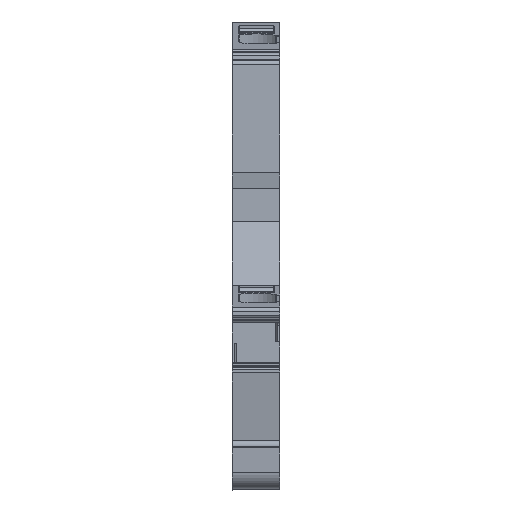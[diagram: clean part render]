
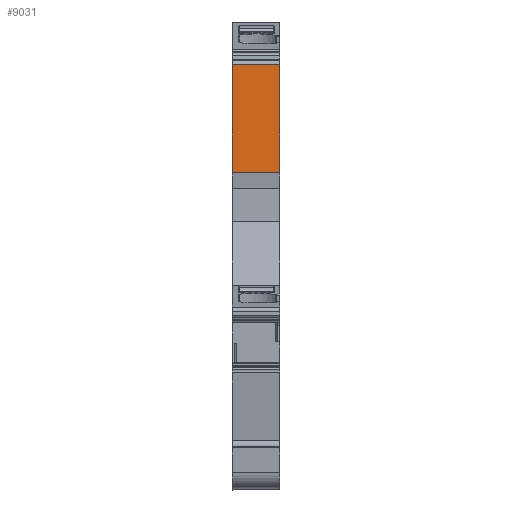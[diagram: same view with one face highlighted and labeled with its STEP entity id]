
A CAD part, front view. The second image highlights one B-rep face of the part: STEP entity #9031.
In plain terms, the highlighted planar face has unit normal (0, -1, 0).
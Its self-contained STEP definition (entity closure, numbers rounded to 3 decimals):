
#9004=AXIS2_PLACEMENT_3D('Plane Axis2P3D',#9001,#9002,#9003) ;
#1112=CARTESIAN_POINT('Vertex',(5.1,11.876,45.618)) ;
#1115=CARTESIAN_POINT('Line Origine',(5.1,11.876,39.862)) ;
#1119=CARTESIAN_POINT('Vertex',(5.1,11.876,34.105)) ;
#6389=CARTESIAN_POINT('Vertex',(0.,11.876,34.105)) ;
#6393=CARTESIAN_POINT('Control Point',(0.,11.876,45.618)) ;
#6394=CARTESIAN_POINT('Control Point',(0.,11.876,43.316)) ;
#6395=CARTESIAN_POINT('Control Point',(0.,11.876,41.013)) ;
#6396=CARTESIAN_POINT('Control Point',(0.,11.876,38.71)) ;
#6397=CARTESIAN_POINT('Control Point',(0.,11.876,36.408)) ;
#6398=CARTESIAN_POINT('Control Point',(0.,11.876,34.105)) ;
#6399=CARTESIAN_POINT('Vertex',(0.,11.876,45.618)) ;
#8982=CARTESIAN_POINT('Line Origine',(2.55,11.876,45.618)) ;
#8986=CARTESIAN_POINT('Vertex',(0.05,11.876,45.618)) ;
#9001=CARTESIAN_POINT('Axis2P3D Location',(0.,11.876,34.105)) ;
#9006=CARTESIAN_POINT('Line Origine',(2.575,11.876,34.105)) ;
#9010=CARTESIAN_POINT('Vertex',(0.05,11.876,34.105)) ;
#9013=CARTESIAN_POINT('Line Origine',(0.025,11.876,45.618)) ;
#9018=CARTESIAN_POINT('Line Origine',(0.025,11.876,34.105)) ;
#1116=DIRECTION('Vector Direction',(0.,0.,1.)) ;
#8983=DIRECTION('Vector Direction',(1.,0.,0.)) ;
#9002=DIRECTION('Axis2P3D Direction',(0.,1.,0.)) ;
#9003=DIRECTION('Axis2P3D XDirection',(0.,0.,1.)) ;
#9007=DIRECTION('Vector Direction',(1.,0.,0.)) ;
#9014=DIRECTION('Vector Direction',(1.,0.,0.)) ;
#9019=DIRECTION('Vector Direction',(1.,0.,0.)) ;
#1117=VECTOR('Line Direction',#1116,1.) ;
#8984=VECTOR('Line Direction',#8983,1.) ;
#9008=VECTOR('Line Direction',#9007,1.) ;
#9015=VECTOR('Line Direction',#9014,1.) ;
#9020=VECTOR('Line Direction',#9019,1.) ;
#9024=ORIENTED_EDGE('',*,*,#9012,.T.) ;
#9025=ORIENTED_EDGE('',*,*,#1121,.T.) ;
#9026=ORIENTED_EDGE('',*,*,#8988,.F.) ;
#9027=ORIENTED_EDGE('',*,*,#9017,.F.) ;
#9028=ORIENTED_EDGE('',*,*,#6401,.F.) ;
#9029=ORIENTED_EDGE('',*,*,#9022,.T.) ;
#9031=ADVANCED_FACE('MLD_AITB_2-5_BB_X-L_PLM001785.1\\MLD_AITB_2-5_BB_X-L_PLM001785',(#9030),#9005,.F.) ;
#6392=B_SPLINE_CURVE_WITH_KNOTS('',5,(#6393,#6394,#6395,#6396,#6397,#6398),.UNSPECIFIED.,.F.,.U.,(6,6),(0.,11.514),.UNSPECIFIED.) ;
#1121=EDGE_CURVE('',#1120,#1113,#1118,.T.) ;
#6401=EDGE_CURVE('',#6390,#6400,#6392,.F.) ;
#8988=EDGE_CURVE('',#8987,#1113,#8985,.T.) ;
#9012=EDGE_CURVE('',#9011,#1120,#9009,.T.) ;
#9017=EDGE_CURVE('',#6400,#8987,#9016,.T.) ;
#9022=EDGE_CURVE('',#6390,#9011,#9021,.T.) ;
#9023=EDGE_LOOP('',(#9024,#9025,#9026,#9027,#9028,#9029)) ;
#9030=FACE_OUTER_BOUND('',#9023,.T.) ;
#1118=LINE('Line',#1115,#1117) ;
#8985=LINE('Line',#8982,#8984) ;
#9009=LINE('Line',#9006,#9008) ;
#9016=LINE('Line',#9013,#9015) ;
#9021=LINE('Line',#9018,#9020) ;
#9005=PLANE('',#9004) ;
#1113=VERTEX_POINT('',#1112) ;
#1120=VERTEX_POINT('',#1119) ;
#6390=VERTEX_POINT('',#6389) ;
#6400=VERTEX_POINT('',#6399) ;
#8987=VERTEX_POINT('',#8986) ;
#9011=VERTEX_POINT('',#9010) ;
